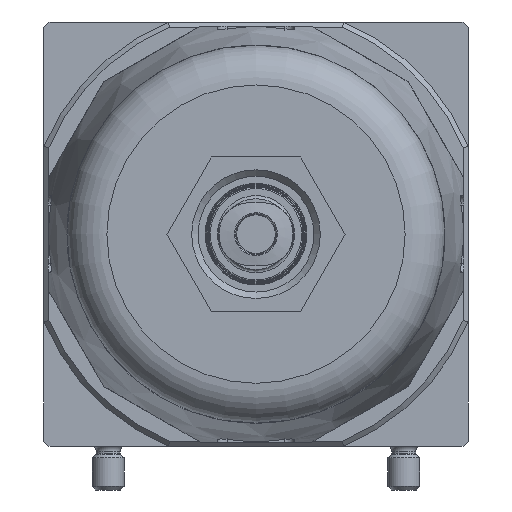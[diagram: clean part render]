
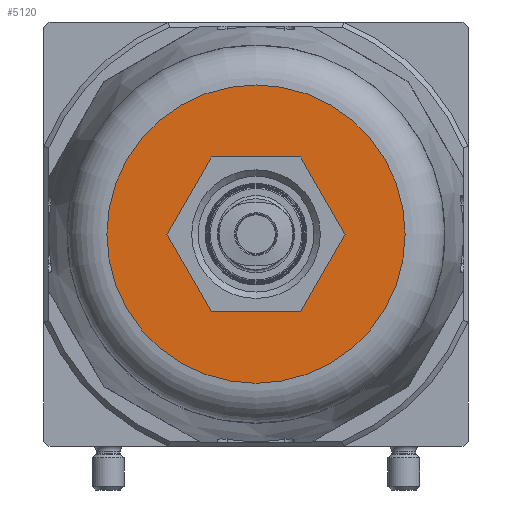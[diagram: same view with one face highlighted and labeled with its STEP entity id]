
A CAD part, front view. The second image highlights one B-rep face of the part: STEP entity #5120.
In plain terms, the highlighted planar face has unit normal (0, -1, 0).
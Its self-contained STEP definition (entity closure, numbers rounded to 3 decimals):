
#362=CIRCLE('',#5438,23.2);
#817=ORIENTED_EDGE('',*,*,#1638,.T.);
#818=ORIENTED_EDGE('',*,*,#1639,.T.);
#819=ORIENTED_EDGE('',*,*,#1640,.T.);
#820=ORIENTED_EDGE('',*,*,#1641,.T.);
#821=ORIENTED_EDGE('',*,*,#1642,.T.);
#822=ORIENTED_EDGE('',*,*,#1643,.T.);
#823=ORIENTED_EDGE('',*,*,#1644,.T.);
#1638=EDGE_CURVE('',#2078,#2078,#362,.T.);
#1639=EDGE_CURVE('',#2079,#2080,#2384,.T.);
#1640=EDGE_CURVE('',#2080,#2081,#2385,.T.);
#1641=EDGE_CURVE('',#2081,#2082,#2386,.T.);
#1642=EDGE_CURVE('',#2082,#2083,#2387,.T.);
#1643=EDGE_CURVE('',#2083,#2084,#2388,.T.);
#1644=EDGE_CURVE('',#2084,#2079,#2389,.T.);
#2078=VERTEX_POINT('',#7280);
#2079=VERTEX_POINT('',#7282);
#2080=VERTEX_POINT('',#7283);
#2081=VERTEX_POINT('',#7285);
#2082=VERTEX_POINT('',#7287);
#2083=VERTEX_POINT('',#7289);
#2084=VERTEX_POINT('',#7291);
#2384=LINE('',#7281,#2594);
#2385=LINE('',#7284,#2595);
#2386=LINE('',#7286,#2596);
#2387=LINE('',#7288,#2597);
#2388=LINE('',#7290,#2598);
#2389=LINE('',#7292,#2599);
#2594=VECTOR('',#6095,1000.);
#2595=VECTOR('',#6096,1000.);
#2596=VECTOR('',#6097,1000.);
#2597=VECTOR('',#6098,1000.);
#2598=VECTOR('',#6099,1000.);
#2599=VECTOR('',#6100,1000.);
#2829=EDGE_LOOP('',(#817));
#2830=EDGE_LOOP('',(#818,#819,#820,#821,#822,#823));
#3159=FACE_BOUND('',#2829,.T.);
#3160=FACE_BOUND('',#2830,.T.);
#3410=PLANE('',#5437);
#5120=ADVANCED_FACE('',(#3159,#3160),#3410,.F.);
#5437=AXIS2_PLACEMENT_3D('',#7278,#6091,#6092);
#5438=AXIS2_PLACEMENT_3D('',#7279,#6093,#6094);
#6091=DIRECTION('',(0.,1.,0.));
#6092=DIRECTION('',(0.,0.,1.));
#6093=DIRECTION('',(0.,-1.,0.));
#6094=DIRECTION('',(0.,0.,-1.));
#6095=DIRECTION('',(0.,0.,1.));
#6096=DIRECTION('',(0.866,0.,0.5));
#6097=DIRECTION('',(0.866,0.,-0.5));
#6098=DIRECTION('',(0.,0.,-1.));
#6099=DIRECTION('',(-0.866,0.,-0.5));
#6100=DIRECTION('',(-0.866,0.,0.5));
#7278=CARTESIAN_POINT('',(23.2,-165.,0.));
#7279=CARTESIAN_POINT('',(0.,-165.,0.));
#7280=CARTESIAN_POINT('',(0.,-165.,-23.2));
#7281=CARTESIAN_POINT('',(-12.,-165.,-6.928));
#7282=CARTESIAN_POINT('',(-12.,-165.,-6.928));
#7283=CARTESIAN_POINT('',(-12.,-165.,6.928));
#7284=CARTESIAN_POINT('',(-12.,-165.,6.928));
#7285=CARTESIAN_POINT('',(0.,-165.,13.856));
#7286=CARTESIAN_POINT('',(0.,-165.,13.856));
#7287=CARTESIAN_POINT('',(12.,-165.,6.928));
#7288=CARTESIAN_POINT('',(12.,-165.,6.928));
#7289=CARTESIAN_POINT('',(12.,-165.,-6.928));
#7290=CARTESIAN_POINT('',(12.,-165.,-6.928));
#7291=CARTESIAN_POINT('',(0.,-165.,-13.856));
#7292=CARTESIAN_POINT('',(0.,-165.,-13.856));
